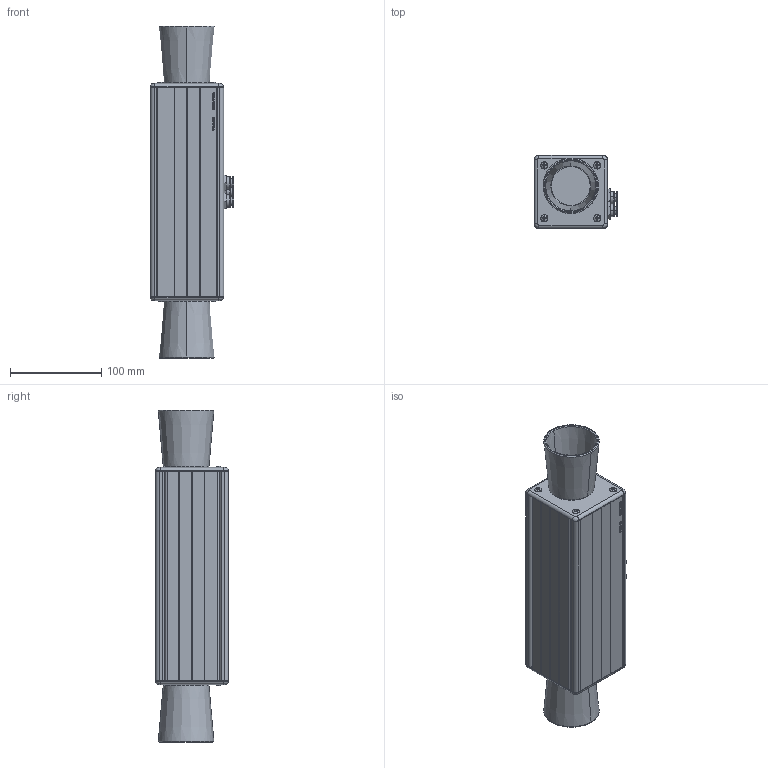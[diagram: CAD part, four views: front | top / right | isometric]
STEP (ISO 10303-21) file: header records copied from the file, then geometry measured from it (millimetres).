
FILE_DESCRIPTION (( 'STEP AP214' ), '1' );
FILE_NAME ('08_179_4.STEP', '2016-01-04T13:37:06', ( '' ), ( '' ), 'SwSTEP 2.0', 'SolidWorks 2016', '' );
FILE_SCHEMA (( 'AUTOMOTIVE_DESIGN' ));
Length unit declared in the file: millimetre
Products named in the file (1): 08_179_4
Bounding box: 91.5 x 80 x 364 mm (x, y, z)
Volume: 353571.5 mm3; surface area: 291113.8 mm2
Topology: 19 solids, 20 shells, 1191 faces, 3090 edges, 2000 vertices
Faces by surface type: plane 604, cylinder 232, bspline 199, torus 84, cone 56, sphere 16
Entity records: 47964 total; most frequent: CARTESIAN_POINT 18929, ORIENTED_EDGE 6148, DIRECTION 5494, EDGE_CURVE 3074, VERTEX_POINT 2000, AXIS2_PLACEMENT_3D 1889, LINE 1716, VECTOR 1716
